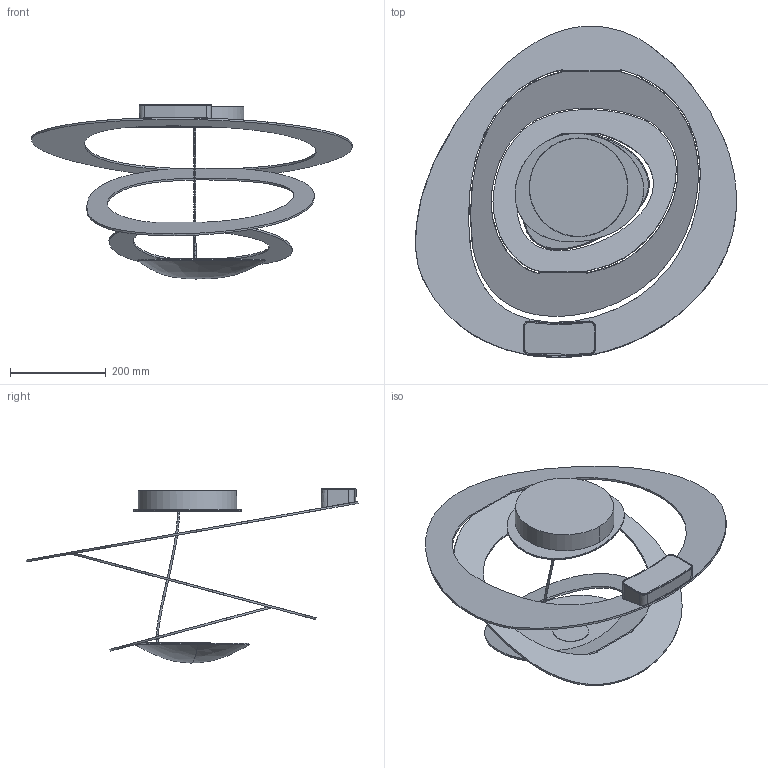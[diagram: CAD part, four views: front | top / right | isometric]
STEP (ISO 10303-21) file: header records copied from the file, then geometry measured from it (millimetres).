
FILE_DESCRIPTION(/* description */ (''),/* implementation_level */ '2;1');
FILE_NAME(/* name */ '1247_pirce mini soffitto led',/* time_stamp */ '2016-05-16T16:16:30+02:00',/* author */ (''),/* organization */ (''),/* preprocessor_version */ 'ST-DEVELOPER v10',/* originating_system */ '',/* authorisation */ '');
FILE_SCHEMA (('CONFIG_CONTROL_DESIGN'));
Length unit declared in the file: millimetre
Products named in the file (1): 1
Bounding box: 669.42 x 692.1 x 362.8 mm (x, y, z)
Surface area: 872042.1 mm2 (no closed solid volume)
Topology: 0 solids, 9 shells, 133 faces, 346 edges, 210 vertices
Faces by surface type: bspline 99, plane 34
Entity records: 10316 total; most frequent: CARTESIAN_POINT 8280, ORIENTED_EDGE 613, EDGE_CURVE 342, VERTEX_POINT 210, B_SPLINE_CURVE_WITH_KNOTS 200, EDGE_LOOP 146, ADVANCED_FACE 133, FACE_OUTER_BOUND 133
